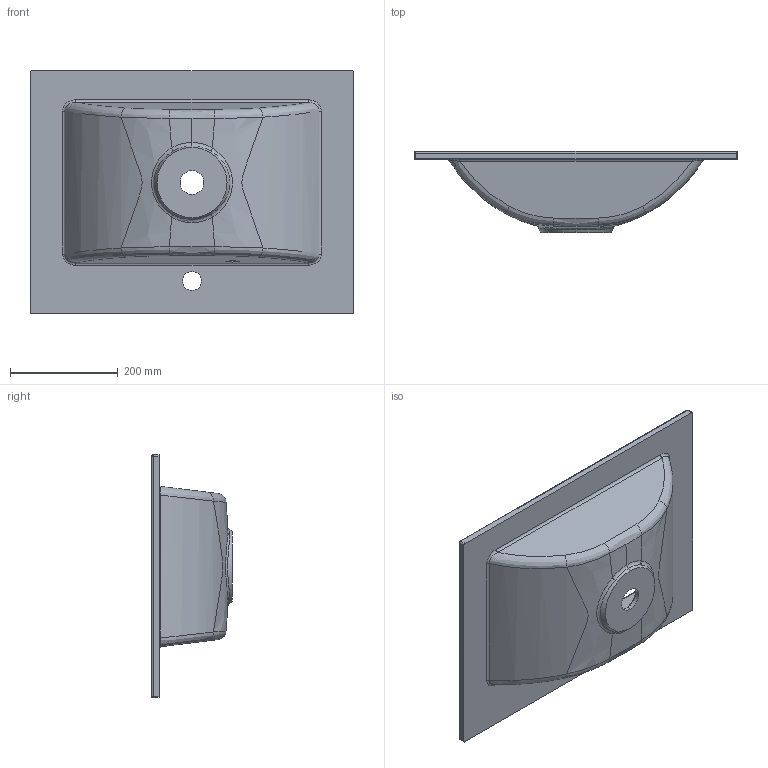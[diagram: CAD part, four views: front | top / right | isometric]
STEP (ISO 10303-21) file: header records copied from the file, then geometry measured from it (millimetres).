
FILE_DESCRIPTION (( 'STEP AP203' ), '1' );
FILE_NAME ('6229210611.step', '2020-12-18T12:34:00', ( 'admin' ), ( '' ), 'SwSTEP 2.0', 'SolidWorks 2019', '' );
FILE_SCHEMA (( 'CONFIG_CONTROL_DESIGN' ));
Length unit declared in the file: millimetre
Products named in the file (1): 6229210611
Bounding box: 600 x 150 x 450 mm (x, y, z)
Volume: 4982545.7 mm3; surface area: 762720.2 mm2
Topology: 1 solids, 1 shells, 89 faces, 206 edges, 118 vertices
Faces by surface type: bspline 34, cylinder 26, plane 11, cone 9, torus 7, sphere 2
Entity records: 5546 total; most frequent: CARTESIAN_POINT 3699, ORIENTED_EDGE 408, DIRECTION 325, EDGE_CURVE 204, AXIS2_PLACEMENT_3D 138, VERTEX_POINT 118, EDGE_LOOP 96, ADVANCED_FACE 89
